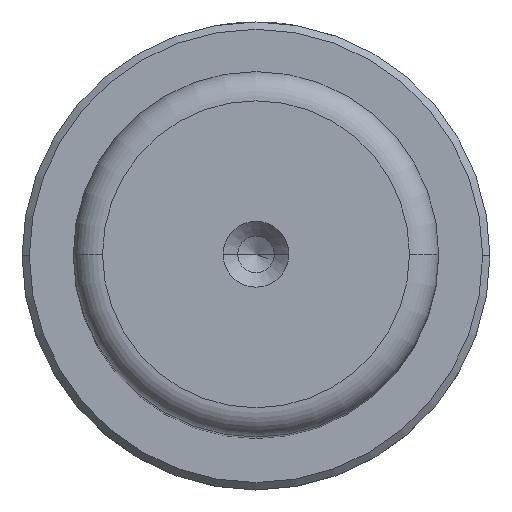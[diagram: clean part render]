
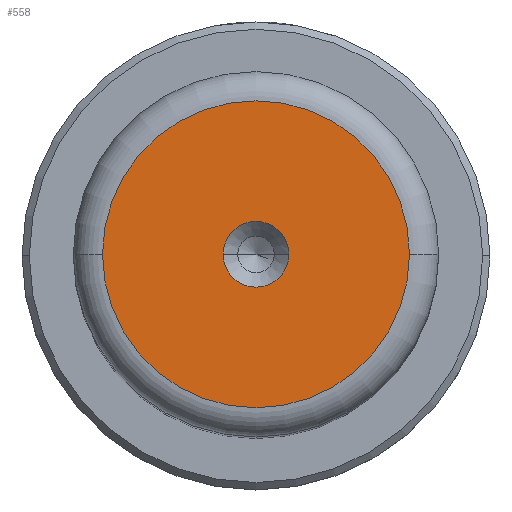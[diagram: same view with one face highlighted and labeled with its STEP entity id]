
A CAD part, top view. The second image highlights one B-rep face of the part: STEP entity #558.
In plain terms, the highlighted planar face has unit normal (0, 0, 1).
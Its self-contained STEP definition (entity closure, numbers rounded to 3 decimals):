
#25 = EDGE_CURVE ( 'NONE', #1639, #471, #1728, .T. ) ;
#37 = CARTESIAN_POINT ( 'NONE',  ( 0., 0., 86. ) ) ;
#140 = AXIS2_PLACEMENT_3D ( 'NONE', #1375, #2022, #1051 ) ;
#201 = DIRECTION ( 'NONE',  ( 1., 0., 0. ) ) ;
#280 = CARTESIAN_POINT ( 'NONE',  ( -2.25, 0., 86. ) ) ;
#282 = EDGE_CURVE ( 'NONE', #2050, #1089, #536, .T. ) ;
#342 = CARTESIAN_POINT ( 'NONE',  ( 2.25, 0., 86. ) ) ;
#351 = AXIS2_PLACEMENT_3D ( 'NONE', #1555, #589, #1719 ) ;
#397 = CARTESIAN_POINT ( 'NONE',  ( 10.495, 0., 86. ) ) ;
#405 = CARTESIAN_POINT ( 'NONE',  ( 0., 0., 86. ) ) ;
#471 = VERTEX_POINT ( 'NONE', #342 ) ;
#489 = EDGE_LOOP ( 'NONE', ( #1167, #1829 ) ) ;
#521 = EDGE_LOOP ( 'NONE', ( #983, #1359 ) ) ;
#536 = CIRCLE ( 'NONE', #1502, 10.495 ) ;
#558 = ADVANCED_FACE ( 'NONE', ( #1733, #1244 ), #1706, .T. ) ;
#559 = DIRECTION ( 'NONE',  ( 1., 0., 0. ) ) ;
#589 = DIRECTION ( 'NONE',  ( 0., 0., 1. ) ) ;
#592 = EDGE_CURVE ( 'NONE', #471, #1639, #1197, .T. ) ;
#796 = CARTESIAN_POINT ( 'NONE',  ( 0., 0., 86. ) ) ;
#934 = CIRCLE ( 'NONE', #1877, 10.495 ) ;
#957 = DIRECTION ( 'NONE',  ( 1., 0., 0. ) ) ;
#983 = ORIENTED_EDGE ( 'NONE', *, *, #282, .T. ) ;
#1051 = DIRECTION ( 'NONE',  ( 1., 0., 0. ) ) ;
#1089 = VERTEX_POINT ( 'NONE', #1971 ) ;
#1139 = DIRECTION ( 'NONE',  ( 0., 0., 1. ) ) ;
#1167 = ORIENTED_EDGE ( 'NONE', *, *, #592, .F. ) ;
#1197 = CIRCLE ( 'NONE', #351, 2.25 ) ;
#1214 = AXIS2_PLACEMENT_3D ( 'NONE', #405, #1515, #559 ) ;
#1244 = FACE_OUTER_BOUND ( 'NONE', #521, .T. ) ;
#1349 = EDGE_CURVE ( 'NONE', #1089, #2050, #934, .T. ) ;
#1359 = ORIENTED_EDGE ( 'NONE', *, *, #1349, .T. ) ;
#1375 = CARTESIAN_POINT ( 'NONE',  ( 0., 0., 86. ) ) ;
#1502 = AXIS2_PLACEMENT_3D ( 'NONE', #796, #1927, #957 ) ;
#1515 = DIRECTION ( 'NONE',  ( 0., 0., 1. ) ) ;
#1555 = CARTESIAN_POINT ( 'NONE',  ( 0., 0., 86. ) ) ;
#1639 = VERTEX_POINT ( 'NONE', #280 ) ;
#1706 = PLANE ( 'NONE',  #140 ) ;
#1719 = DIRECTION ( 'NONE',  ( 1., 0., 0. ) ) ;
#1728 = CIRCLE ( 'NONE', #1214, 2.25 ) ;
#1733 = FACE_BOUND ( 'NONE', #489, .T. ) ;
#1829 = ORIENTED_EDGE ( 'NONE', *, *, #25, .F. ) ;
#1877 = AXIS2_PLACEMENT_3D ( 'NONE', #37, #1139, #201 ) ;
#1927 = DIRECTION ( 'NONE',  ( 0., 0., 1. ) ) ;
#1971 = CARTESIAN_POINT ( 'NONE',  ( -10.495, 0., 86. ) ) ;
#2022 = DIRECTION ( 'NONE',  ( 0., 0., 1. ) ) ;
#2050 = VERTEX_POINT ( 'NONE', #397 ) ;
